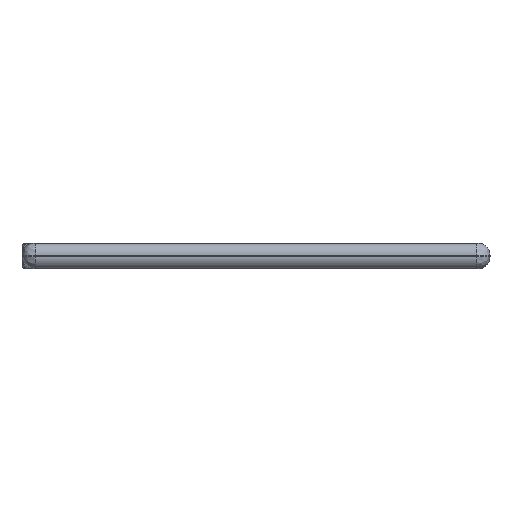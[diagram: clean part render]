
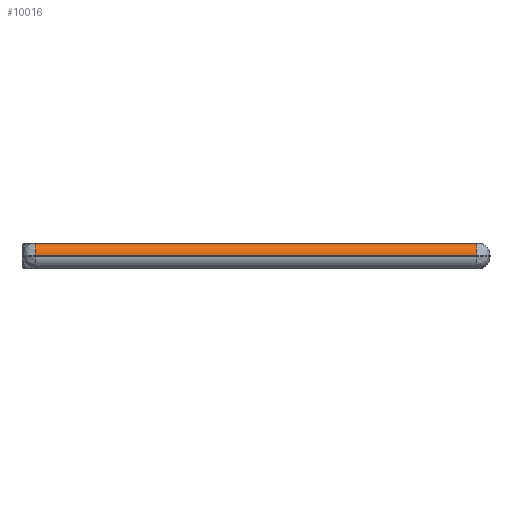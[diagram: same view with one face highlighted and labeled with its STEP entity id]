
A CAD part, left-side view. The second image highlights one B-rep face of the part: STEP entity #10016.
In plain terms, the highlighted cylindrical face has radius 4.5 mm (diameter 9 mm), a partial arc.
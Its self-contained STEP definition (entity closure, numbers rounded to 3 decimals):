
#175=CYLINDRICAL_SURFACE('',#10716,4.5);
#412=CIRCLE('',#10491,4.5);
#501=CIRCLE('',#10654,4.5);
#1342=FACE_OUTER_BOUND('',#1947,.T.);
#1947=EDGE_LOOP('',(#9257,#9258,#9259,#9260));
#3037=LINE('',#21572,#3829);
#3039=LINE('',#21575,#3831);
#3829=VECTOR('',#12869,10.);
#3831=VECTOR('',#12873,10.);
#4663=VERTEX_POINT('',#19534);
#4664=VERTEX_POINT('',#19535);
#4810=VERTEX_POINT('',#21407);
#4811=VERTEX_POINT('',#21409);
#5969=EDGE_CURVE('',#4663,#4664,#412,.T.);
#6244=EDGE_CURVE('',#4810,#4811,#501,.T.);
#6302=EDGE_CURVE('',#4663,#4811,#3037,.T.);
#6304=EDGE_CURVE('',#4810,#4664,#3039,.T.);
#9257=ORIENTED_EDGE('',*,*,#6302,.T.);
#9258=ORIENTED_EDGE('',*,*,#6244,.F.);
#9259=ORIENTED_EDGE('',*,*,#6304,.T.);
#9260=ORIENTED_EDGE('',*,*,#5969,.F.);
#10016=ADVANCED_FACE('',(#1342),#175,.T.);
#10491=AXIS2_PLACEMENT_3D('',#19536,#12266,#12267);
#10654=AXIS2_PLACEMENT_3D('',#21410,#12704,#12705);
#10716=AXIS2_PLACEMENT_3D('',#21574,#12871,#12872);
#12266=DIRECTION('center_axis',(0.,-1.,0.));
#12267=DIRECTION('ref_axis',(0.,0.,1.));
#12704=DIRECTION('center_axis',(0.,1.,0.));
#12705=DIRECTION('ref_axis',(-1.,0.,0.));
#12869=DIRECTION('',(0.,1.,0.));
#12871=DIRECTION('center_axis',(0.,-1.,0.));
#12872=DIRECTION('ref_axis',(-0.707,0.,0.707));
#12873=DIRECTION('',(0.,-1.,0.));
#19534=CARTESIAN_POINT('',(-4.555,-181.168,3.5));
#19535=CARTESIAN_POINT('',(-9.055,-181.168,-1.));
#19536=CARTESIAN_POINT('Origin',(-4.555,-181.168,-1.));
#21407=CARTESIAN_POINT('',(-9.055,-15.868,-1.));
#21409=CARTESIAN_POINT('',(-4.555,-15.868,3.5));
#21410=CARTESIAN_POINT('Origin',(-4.555,-15.868,-1.));
#21572=CARTESIAN_POINT('',(-4.555,-54.693,3.5));
#21574=CARTESIAN_POINT('Origin',(-4.555,-54.693,-1.));
#21575=CARTESIAN_POINT('',(-9.055,-54.693,-1.));
